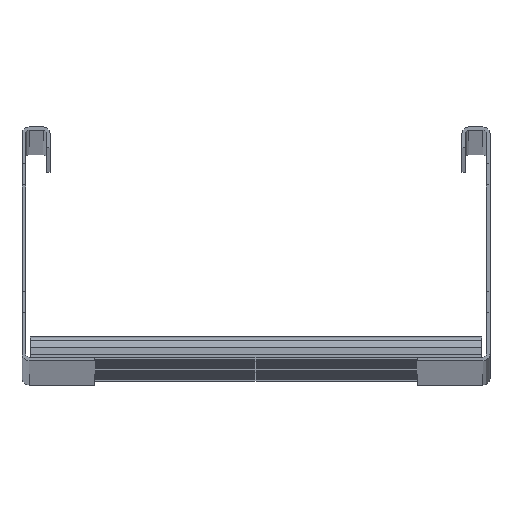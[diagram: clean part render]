
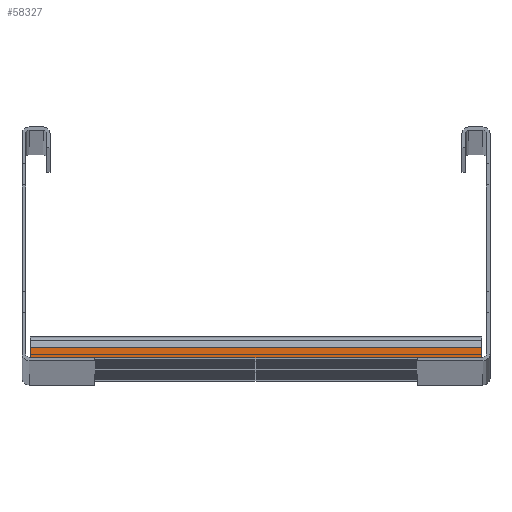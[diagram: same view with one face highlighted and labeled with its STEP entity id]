
A CAD part, top view. The second image highlights one B-rep face of the part: STEP entity #58327.
In plain terms, the highlighted planar face has unit normal (0, 0, 1).
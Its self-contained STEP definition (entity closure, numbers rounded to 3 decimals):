
#5347=DIRECTION('',(-1.,0.,0.));
#5348=VECTOR('',#5347,27.5);
#5349=CARTESIAN_POINT('',(-69.,-48.5,2867.5));
#5350=LINE('',#5349,#5348);
#5507=DIRECTION('',(1.,0.,0.));
#5508=VECTOR('',#5507,27.5);
#5509=CARTESIAN_POINT('',(69.,-48.5,2867.5));
#5510=LINE('',#5509,#5508);
#14317=DIRECTION('',(1.,0.,0.));
#14318=VECTOR('',#14317,193.);
#14319=CARTESIAN_POINT('',(-96.5,-44.,2867.5));
#14320=LINE('',#14319,#14318);
#14377=DIRECTION('',(0.,-1.,0.));
#14378=VECTOR('',#14377,4.5);
#14379=CARTESIAN_POINT('',(-96.5,-44.,2867.5));
#14380=LINE('',#14379,#14378);
#14385=DIRECTION('',(1.,0.,0.));
#14386=VECTOR('',#14385,138.);
#14387=CARTESIAN_POINT('',(-69.,-48.5,2867.5));
#14388=LINE('',#14387,#14386);
#14389=DIRECTION('',(0.,-1.,0.));
#14390=VECTOR('',#14389,4.5);
#14391=CARTESIAN_POINT('',(96.5,-44.,2867.5));
#14392=LINE('',#14391,#14390);
#29593=CARTESIAN_POINT('',(-96.5,-48.5,2867.5));
#29595=VERTEX_POINT('',#29593);
#35497=CARTESIAN_POINT('',(96.5,-48.5,2867.5));
#35499=VERTEX_POINT('',#35497);
#37507=CARTESIAN_POINT('',(-96.5,-44.,2867.5));
#37508=VERTEX_POINT('',#37507);
#37527=CARTESIAN_POINT('',(96.5,-44.,2867.5));
#37528=VERTEX_POINT('',#37527);
#37537=CARTESIAN_POINT('',(-69.,-48.5,2867.5));
#37539=VERTEX_POINT('',#37537);
#37551=CARTESIAN_POINT('',(69.,-48.5,2867.5));
#37553=VERTEX_POINT('',#37551);
#58310=CARTESIAN_POINT('',(-96.5,-44.,2867.5));
#58311=DIRECTION('',(0.,0.,1.));
#58312=DIRECTION('',(0.,-1.,0.));
#58313=AXIS2_PLACEMENT_3D('',#58310,#58311,#58312);
#58314=PLANE('',#58313);
#58315=ORIENTED_EDGE('',*,*,#42566,.T.);
#58317=ORIENTED_EDGE('',*,*,#58316,.F.);
#58319=ORIENTED_EDGE('',*,*,#58318,.T.);
#58321=ORIENTED_EDGE('',*,*,#58320,.T.);
#58322=ORIENTED_EDGE('',*,*,#42678,.F.);
#58324=ORIENTED_EDGE('',*,*,#58323,.F.);
#58325=EDGE_LOOP('',(#58315,#58317,#58319,#58321,#58322,#58324));
#58326=FACE_OUTER_BOUND('',#58325,.F.);
#58327=ADVANCED_FACE('',(#58326),#58314,.T.);
#42566=EDGE_CURVE('',#37539,#29595,#5350,.T.);
#42678=EDGE_CURVE('',#37553,#35499,#5510,.T.);
#58316=EDGE_CURVE('',#37508,#29595,#14380,.T.);
#58318=EDGE_CURVE('',#37508,#37528,#14320,.T.);
#58320=EDGE_CURVE('',#37528,#35499,#14392,.T.);
#58323=EDGE_CURVE('',#37539,#37553,#14388,.T.);
